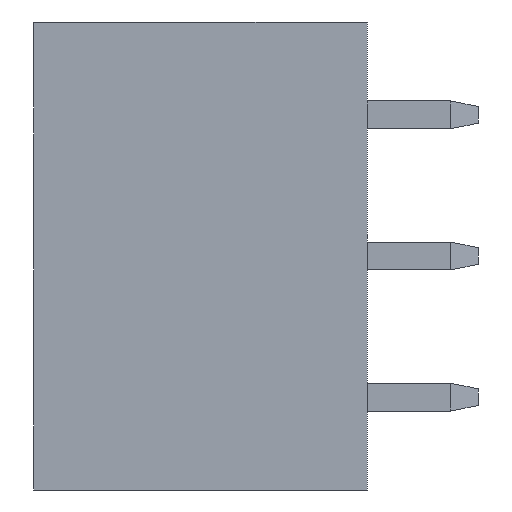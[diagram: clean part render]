
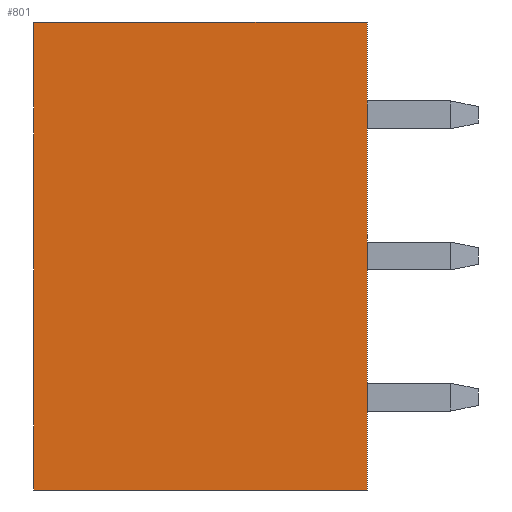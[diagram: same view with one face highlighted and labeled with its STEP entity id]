
A CAD part, front view. The second image highlights one B-rep face of the part: STEP entity #801.
In plain terms, the highlighted planar face has unit normal (0, -1, 0).
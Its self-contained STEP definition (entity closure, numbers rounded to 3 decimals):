
#131 = ORIENTED_EDGE ( 'NONE', *, *, #3899, .T. ) ;
#291 = DIRECTION ( 'NONE',  ( -1., 0., 0. ) ) ;
#400 = VERTEX_POINT ( 'NONE', #3502 ) ;
#403 = EDGE_CURVE ( 'NONE', #4247, #400, #5096, .T. ) ;
#538 = PLANE ( 'NONE',  #3086 ) ;
#609 = EDGE_LOOP ( 'NONE', ( #5053, #131, #4095, #3961 ) ) ;
#650 = EDGE_CURVE ( 'NONE', #4562, #4247, #3216, .T. ) ;
#801 = ADVANCED_FACE ( 'NONE', ( #938 ), #538, .F. ) ;
#938 = FACE_OUTER_BOUND ( 'NONE', #609, .T. ) ;
#1124 = EDGE_CURVE ( 'NONE', #400, #3730, #1261, .T. ) ;
#1261 = LINE ( 'NONE', #2120, #2592 ) ;
#1892 = DIRECTION ( 'NONE',  ( -1., 0., 0. ) ) ;
#2120 = CARTESIAN_POINT ( 'NONE',  ( 8.9, 0., 2.54 ) ) ;
#2218 = CARTESIAN_POINT ( 'NONE',  ( 8.9, 0., 13.5 ) ) ;
#2424 = CARTESIAN_POINT ( 'NONE',  ( 20.9, 0., 2.54 ) ) ;
#2592 = VECTOR ( 'NONE', #2870, 1000. ) ;
#2870 = DIRECTION ( 'NONE',  ( 0., 0., 1. ) ) ;
#3006 = CARTESIAN_POINT ( 'NONE',  ( 8.9, 0., -3.34 ) ) ;
#3086 = AXIS2_PLACEMENT_3D ( 'NONE', #4210, #3533, #1892 ) ;
#3216 = LINE ( 'NONE', #2424, #5092 ) ;
#3494 = DIRECTION ( 'NONE',  ( 0., 0., -1. ) ) ;
#3502 = CARTESIAN_POINT ( 'NONE',  ( 8.9, 0., -3.34 ) ) ;
#3504 = VECTOR ( 'NONE', #4644, 1000. ) ;
#3533 = DIRECTION ( 'NONE',  ( 0., 1., 0. ) ) ;
#3730 = VERTEX_POINT ( 'NONE', #2218 ) ;
#3810 = CARTESIAN_POINT ( 'NONE',  ( 20.9, 0., -3.34 ) ) ;
#3899 = EDGE_CURVE ( 'NONE', #4562, #3730, #3907, .T. ) ;
#3907 = LINE ( 'NONE', #4325, #4996 ) ;
#3961 = ORIENTED_EDGE ( 'NONE', *, *, #403, .F. ) ;
#4095 = ORIENTED_EDGE ( 'NONE', *, *, #1124, .F. ) ;
#4210 = CARTESIAN_POINT ( 'NONE',  ( 8.9, 0., 2.54 ) ) ;
#4247 = VERTEX_POINT ( 'NONE', #3810 ) ;
#4325 = CARTESIAN_POINT ( 'NONE',  ( 8.9, 0., 13.5 ) ) ;
#4562 = VERTEX_POINT ( 'NONE', #4633 ) ;
#4633 = CARTESIAN_POINT ( 'NONE',  ( 20.9, 0., 13.5 ) ) ;
#4644 = DIRECTION ( 'NONE',  ( -1., 0., 0. ) ) ;
#4996 = VECTOR ( 'NONE', #291, 1000. ) ;
#5053 = ORIENTED_EDGE ( 'NONE', *, *, #650, .F. ) ;
#5092 = VECTOR ( 'NONE', #3494, 1000. ) ;
#5096 = LINE ( 'NONE', #3006, #3504 ) ;
